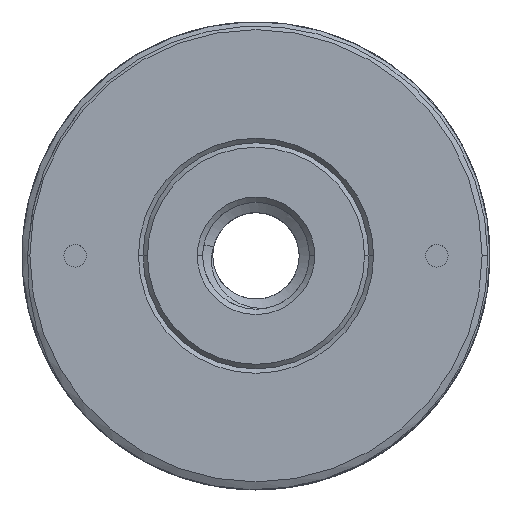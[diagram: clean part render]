
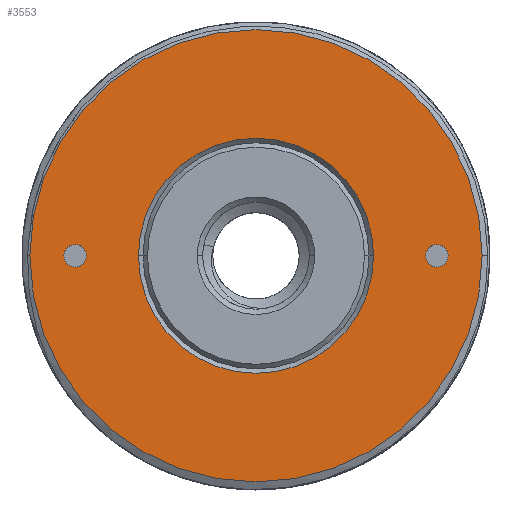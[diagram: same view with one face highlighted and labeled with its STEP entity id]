
A CAD part, top view. The second image highlights one B-rep face of the part: STEP entity #3553.
In plain terms, the highlighted planar face has unit normal (0, 0, 1).
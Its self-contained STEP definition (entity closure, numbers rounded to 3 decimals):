
#2=CARTESIAN_POINT('',(26.197,-6.889,0.345));
#3=DIRECTION('',(0.,0.,1.));
#4=DIRECTION('',(1.,0.,0.));
#5=AXIS2_PLACEMENT_3D('',#2,#3,#4);
#7=CARTESIAN_POINT('',(26.197,-6.889,0.345));
#8=DIRECTION('',(0.,0.,1.));
#9=DIRECTION('',(-1.,0.,0.));
#10=AXIS2_PLACEMENT_3D('',#7,#8,#9);
#12=CARTESIAN_POINT('',(5.877,-6.889,0.345));
#13=DIRECTION('',(0.,0.,1.));
#14=DIRECTION('',(-1.,0.,0.));
#15=AXIS2_PLACEMENT_3D('',#12,#13,#14);
#17=CARTESIAN_POINT('',(5.877,-6.889,0.345));
#18=DIRECTION('',(0.,0.,1.));
#19=DIRECTION('',(1.,0.,0.));
#20=AXIS2_PLACEMENT_3D('',#17,#18,#19);
#22=CARTESIAN_POINT('',(16.037,-6.889,0.345));
#23=DIRECTION('',(0.,0.,1.));
#24=DIRECTION('',(-1.,0.,0.));
#25=AXIS2_PLACEMENT_3D('',#22,#23,#24);
#27=CARTESIAN_POINT('',(16.037,-6.889,0.345));
#28=DIRECTION('',(0.,0.,1.));
#29=DIRECTION('',(1.,0.,0.));
#30=AXIS2_PLACEMENT_3D('',#27,#28,#29);
#32=CARTESIAN_POINT('',(16.037,-6.889,0.345));
#33=DIRECTION('',(0.,0.,-1.));
#34=DIRECTION('',(-1.,0.,0.));
#35=AXIS2_PLACEMENT_3D('',#32,#33,#34);
#37=CARTESIAN_POINT('',(16.037,-6.889,0.345));
#38=DIRECTION('',(0.,0.,-1.));
#39=DIRECTION('',(1.,0.,0.));
#40=AXIS2_PLACEMENT_3D('',#37,#38,#39);
#3361=CARTESIAN_POINT('',(26.832,-6.889,
0.345));
#3363=VERTEX_POINT('',#3361);
#3381=CARTESIAN_POINT('',(5.242,-6.889,
0.345));
#3383=VERTEX_POINT('',#3381);
#3389=CARTESIAN_POINT('',(9.433,-6.889,
0.345));
#3390=VERTEX_POINT('',#3389);
#3395=CARTESIAN_POINT('',(22.641,-6.889,
0.345));
#3396=VERTEX_POINT('',#3395);
#3399=CARTESIAN_POINT('',(28.742,-6.889,
0.345));
#3400=CARTESIAN_POINT('',(3.333,-6.889,
0.345));
#3401=VERTEX_POINT('',#3399);
#3402=VERTEX_POINT('',#3400);
#3403=CARTESIAN_POINT('',(25.562,-6.889,
0.345));
#3404=VERTEX_POINT('',#3403);
#3405=CARTESIAN_POINT('',(6.512,-6.889,
0.345));
#3406=VERTEX_POINT('',#3405);
#3524=CARTESIAN_POINT('',(16.037,-4.07,
0.345));
#3525=DIRECTION('',(0.,0.,-1.));
#3526=DIRECTION('',(-1.,0.,0.));
#3527=AXIS2_PLACEMENT_3D('',#3524,#3525,#3526);
#3528=PLANE('',#3527);
#3530=ORIENTED_EDGE('',*,*,#3529,.F.);
#3532=ORIENTED_EDGE('',*,*,#3531,.F.);
#3533=EDGE_LOOP('',(#3530,#3532));
#3534=FACE_OUTER_BOUND('',#3533,.F.);
#3536=ORIENTED_EDGE('',*,*,#3535,.T.);
#3538=ORIENTED_EDGE('',*,*,#3537,.T.);
#3539=EDGE_LOOP('',(#3536,#3538));
#3540=FACE_BOUND('',#3539,.F.);
#3542=ORIENTED_EDGE('',*,*,#3541,.T.);
#3544=ORIENTED_EDGE('',*,*,#3543,.T.);
#3545=EDGE_LOOP('',(#3542,#3544));
#3546=FACE_BOUND('',#3545,.F.);
#3548=ORIENTED_EDGE('',*,*,#3547,.F.);
#3550=ORIENTED_EDGE('',*,*,#3549,.F.);
#3551=EDGE_LOOP('',(#3548,#3550));
#3552=FACE_BOUND('',#3551,.F.);
#3553=ADVANCED_FACE('',(#3534,#3540,#3546,#3552),#3528,.F.);
#6=CIRCLE('',#5,0.635);
#11=CIRCLE('',#10,0.635);
#16=CIRCLE('',#15,0.635);
#21=CIRCLE('',#20,0.635);
#26=CIRCLE('',#25,12.705);
#31=CIRCLE('',#30,12.705);
#36=CIRCLE('',#35,6.604);
#41=CIRCLE('',#40,6.604);
#3529=EDGE_CURVE('',#3402,#3401,#26,.T.);
#3531=EDGE_CURVE('',#3401,#3402,#31,.T.);
#3535=EDGE_CURVE('',#3383,#3406,#16,.T.);
#3537=EDGE_CURVE('',#3406,#3383,#21,.T.);
#3541=EDGE_CURVE('',#3363,#3404,#6,.T.);
#3543=EDGE_CURVE('',#3404,#3363,#11,.T.);
#3547=EDGE_CURVE('',#3390,#3396,#36,.T.);
#3549=EDGE_CURVE('',#3396,#3390,#41,.T.);
